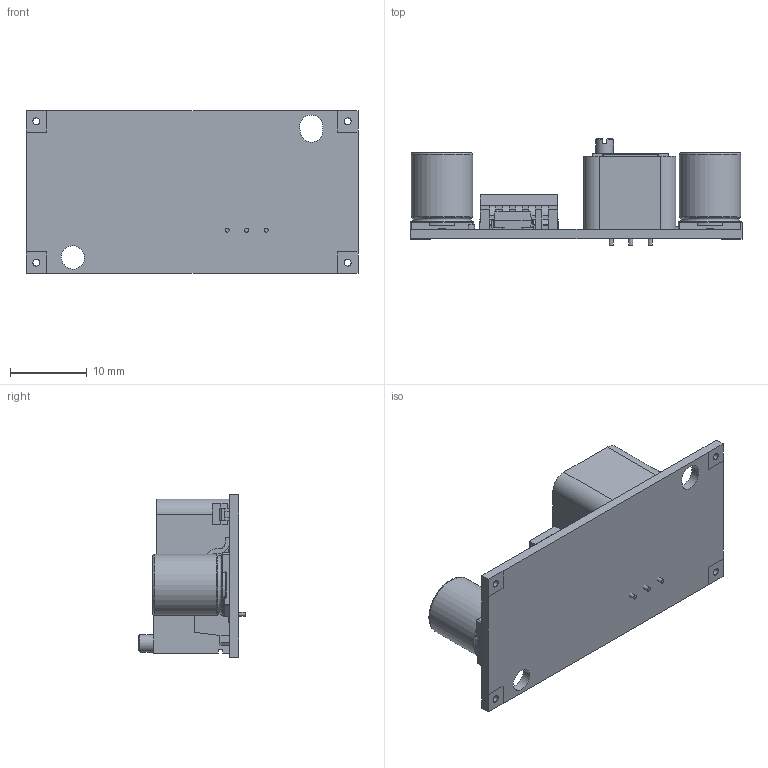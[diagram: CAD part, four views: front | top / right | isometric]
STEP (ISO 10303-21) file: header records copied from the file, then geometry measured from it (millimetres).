
FILE_DESCRIPTION(/* description */ ('STEP AP203'),/* implementation_level */ '2;1');
FILE_NAME(/* name */ 'LM2596_DC-DC_BUCK CONVERTER ASSY-corrected 061823.stp',/* time_stamp */ '2024-01-27T13:41:45+03:00',/* author */ ('79651'),/* organization */ (''),/* preprocessor_version */ 'ST-DEVELOPER v18.1',/* originating_system */ 'Autodesk Inventor 2022',/* authorisation */ '');
FILE_SCHEMA (('AUTOMOTIVE_DESIGN { 1 0 10303 214 3 1 1 }'));
Products named in the file (20): LM2596_DC-DC_BUCK CONVERTER ASSY-corrected 061823; TO-263-5_LM2596; User Library-DC-DC MODULE LM2596s_User Library-TO-263-5_TO-263-5_Body
_1; User Library-DC-DC MODULE LM2596s_User Library-TO-263-5_TO-263-5_Lead
s_1; User Library-DC-DC MODULE LM2596s_User Library-TO-263-5_TO-263-5_Mark
ing_1; CAP_CER_LM2596; CAP_LM2596; R2_LM2596; User Library-DC-DC MODULE LM2596s_R0603; CAP_LM2596-1; User Library-DC-DC MODULE LM2596s_User Library-ALU-F_Pins_1; User Library-DC-DC MODULE LM2596s_User Library-ALU-F_Fuss_1; User Library-DC-DC MODULE LM2596s_User Library-ALU-F_K_X_F6rper_1; User Library-DC-DC MODULE LM2596s_User Library-ALU-F_Beschriftung_1; CAP_CER_LM2596-1; User Library-DC-DC MODULE LM2596s_C0603; PCB_LM2596 corrected 061823; INDUCTOR_LM2596; POT_LM2596; DIODE_LM2596
Assembly tree (24 placements, depth 3):
  LM2596_DC-DC_BUCK CONVERTER ASSY-corrected 061823
    TO-263-5_LM2596
      User Library-DC-DC MODULE LM2596s_User Library-TO-263-5_TO-263-5_Body
_1
      User Library-DC-DC MODULE LM2596s_User Library-TO-263-5_TO-263-5_Lead
s_1
      User Library-DC-DC MODULE LM2596s_User Library-TO-263-5_TO-263-5_Mark
ing_1
    CAP_CER_LM2596
      User Library-DC-DC MODULE LM2596s_C0603
    CAP_LM2596
      User Library-DC-DC MODULE LM2596s_User Library-ALU-F_Pins_1
      User Library-DC-DC MODULE LM2596s_User Library-ALU-F_Fuss_1
      User Library-DC-DC MODULE LM2596s_User Library-ALU-F_K_X_F6rper_1
      User Library-DC-DC MODULE LM2596s_User Library-ALU-F_Beschriftung_1
    R2_LM2596
      User Library-DC-DC MODULE LM2596s_R0603
    CAP_LM2596-1
      User Library-DC-DC MODULE LM2596s_User Library-ALU-F_Pins_1
      User Library-DC-DC MODULE LM2596s_User Library-ALU-F_Fuss_1
      User Library-DC-DC MODULE LM2596s_User Library-ALU-F_K_X_F6rper_1
      User Library-DC-DC MODULE LM2596s_User Library-ALU-F_Beschriftung_1
    CAP_CER_LM2596-1
      User Library-DC-DC MODULE LM2596s_C0603
    PCB_LM2596 corrected 061823
    INDUCTOR_LM2596
    POT_LM2596
    DIODE_LM2596
Bounding box: 43.18 x 13.81 x 21.11 mm (x, y, z)
Volume: 4374.1 mm3; surface area: 5365.5 mm2
Topology: 25 solids, 25 shells, 1741 faces, 4495 edges, 2884 vertices
Faces by surface type: plane 886, bspline 464, cylinder 269, sphere 64, torus 56, cone 2
Full cylindrical faces by diameter (mm): 0.314 x4, 0.52 x3, 2.29 x1, 8 x4, 10 x1, 11 x1
Entity records: 57353 total; most frequent: CARTESIAN_POINT 24651, ORIENTED_EDGE 7380, DIRECTION 5251, EDGE_CURVE 3690, VERTEX_POINT 2404, LINE 2385, VECTOR 2385, EDGE_LOOP 1518
